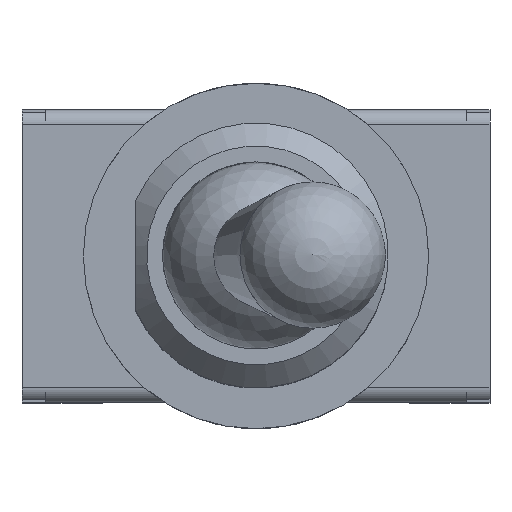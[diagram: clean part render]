
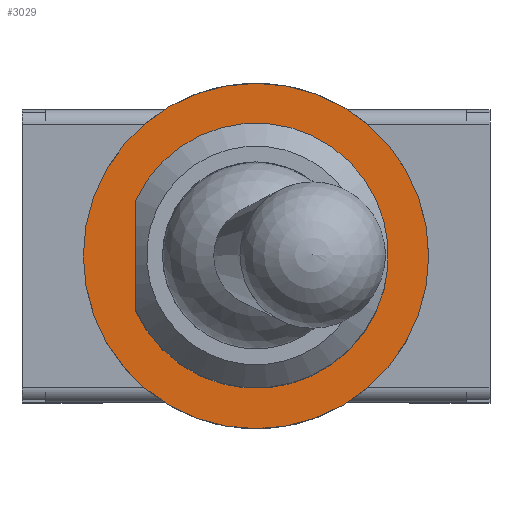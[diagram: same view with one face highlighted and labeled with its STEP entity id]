
A CAD part, top view. The second image highlights one B-rep face of the part: STEP entity #3029.
In plain terms, the highlighted planar face has unit normal (0, 0, 1).
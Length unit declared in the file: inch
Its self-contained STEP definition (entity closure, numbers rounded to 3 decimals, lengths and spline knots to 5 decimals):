
#2954=CARTESIAN_POINT('',(-0.08228,0.0378,0.30866));
#2955=VERTEX_POINT('',#2954);
#2962=CARTESIAN_POINT('',(-0.08228,-0.0378,0.30866));
#2963=VERTEX_POINT('',#2962);
#2964=CARTESIAN_POINT('',(-0.08228,-0.0378,0.30866));
#2965=DIRECTION('',(0.0,1.0,0.0));
#2966=VECTOR('',#2965,0.0756);
#2967=LINE('',#2964,#2966);
#2968=EDGE_CURVE('',#2963,#2955,#2967,.T.);
#2998=CARTESIAN_POINT('',(0.0,0.0,0.30866));
#2999=DIRECTION('',(0.0,0.0,-1.0));
#3000=DIRECTION('',(0.909,0.417,0.0));
#3001=AXIS2_PLACEMENT_3D('',#2998,#2999,#3000);
#3002=CIRCLE('',#3001,0.09055);
#3003=EDGE_CURVE('',#2955,#2963,#3002,.T.);
#3009=CARTESIAN_POINT('',(-0.12992,0.12992,0.30866));
#3010=DIRECTION('',(0.0,0.0,-1.0));
#3011=DIRECTION('',(-1.0,0.0,0.0));
#3012=AXIS2_PLACEMENT_3D('',#3009,#3010,#3011);
#3013=PLANE('',#3012);
#3014=CARTESIAN_POINT('',(-0.11811,0.0,0.30866));
#3015=VERTEX_POINT('',#3014);
#3016=CARTESIAN_POINT('',(0.0,0.0,0.30866));
#3017=DIRECTION('',(0.0,0.0,-1.0));
#3018=DIRECTION('',(1.0,0.0,0.0));
#3019=AXIS2_PLACEMENT_3D('',#3016,#3017,#3018);
#3020=CIRCLE('',#3019,0.11811);
#3021=EDGE_CURVE('',#3015,#3015,#3020,.T.);
#3022=ORIENTED_EDGE('',*,*,#3021,.F.);
#3023=EDGE_LOOP('',(#3022));
#3024=FACE_OUTER_BOUND('',#3023,.T.);
#3025=ORIENTED_EDGE('',*,*,#2968,.T.);
#3026=ORIENTED_EDGE('',*,*,#3003,.T.);
#3027=EDGE_LOOP('',(#3025,#3026));
#3028=FACE_BOUND('',#3027,.T.);
#3029=ADVANCED_FACE('',(#3024,#3028),#3013,.F.);
